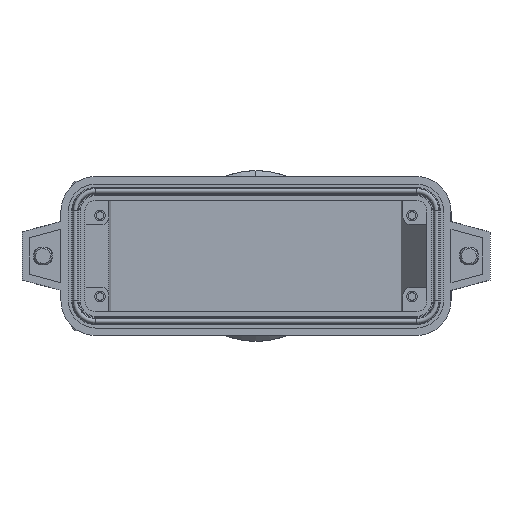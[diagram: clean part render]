
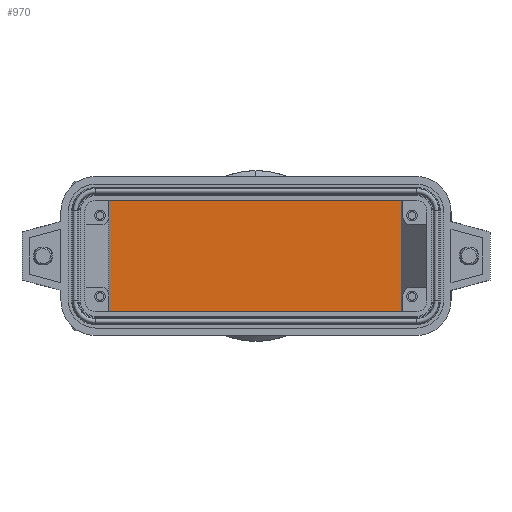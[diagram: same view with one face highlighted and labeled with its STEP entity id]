
A CAD part, front view. The second image highlights one B-rep face of the part: STEP entity #970.
In plain terms, the highlighted planar face has unit normal (0, -1, 0).
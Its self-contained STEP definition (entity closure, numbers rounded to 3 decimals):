
#597=FACE_OUTER_BOUND('',#2698,.T.);
#970=ADVANCED_FACE('NONE',(#597),#1301,.F.);
#1301=PLANE('',#7065);
#1622=LINE('',#10778,#2132);
#1628=LINE('',#10791,#2138);
#1649=LINE('',#10856,#2159);
#1650=LINE('',#10858,#2160);
#2132=VECTOR('',#8116,1.);
#2138=VECTOR('',#8124,1.);
#2159=VECTOR('',#8183,1.);
#2160=VECTOR('',#8184,1.);
#2698=EDGE_LOOP('',(#3724,#3725,#3726,#3727));
#3724=ORIENTED_EDGE('',*,*,#6084,.F.);
#3725=ORIENTED_EDGE('',*,*,#6044,.T.);
#3726=ORIENTED_EDGE('',*,*,#6050,.F.);
#3727=ORIENTED_EDGE('',*,*,#6085,.F.);
#5286=VERTEX_POINT('',#10773);
#5288=VERTEX_POINT('',#10777);
#5294=VERTEX_POINT('',#10790);
#5320=VERTEX_POINT('',#10857);
#6044=EDGE_CURVE('NONE',#5286,#5288,#1622,.T.);
#6050=EDGE_CURVE('NONE',#5294,#5288,#1628,.T.);
#6084=EDGE_CURVE('NONE',#5286,#5320,#1649,.T.);
#6085=EDGE_CURVE('NONE',#5320,#5294,#1650,.T.);
#7065=AXIS2_PLACEMENT_3D('',#10859,#8185,#8186);
#8116=DIRECTION('',(0.,0.,-1.));
#8124=DIRECTION('',(-1.,0.,0.));
#8183=DIRECTION('',(1.,0.,0.));
#8184=DIRECTION('',(0.,0.,-1.));
#8185=DIRECTION('',(0.,1.,0.));
#8186=DIRECTION('',(0.,0.,1.));
#10773=CARTESIAN_POINT('',(-48.399,75.,18.5));
#10777=CARTESIAN_POINT('',(-48.399,75.,-18.5));
#10778=CARTESIAN_POINT('',(-48.399,75.,-18.5));
#10790=CARTESIAN_POINT('',(48.399,75.,-18.5));
#10791=CARTESIAN_POINT('',(0.,75.,-18.5));
#10856=CARTESIAN_POINT('',(48.399,75.,18.5));
#10857=CARTESIAN_POINT('',(48.399,75.,18.5));
#10858=CARTESIAN_POINT('',(48.399,75.,-18.5));
#10859=CARTESIAN_POINT('',(48.399,75.,-18.5));
